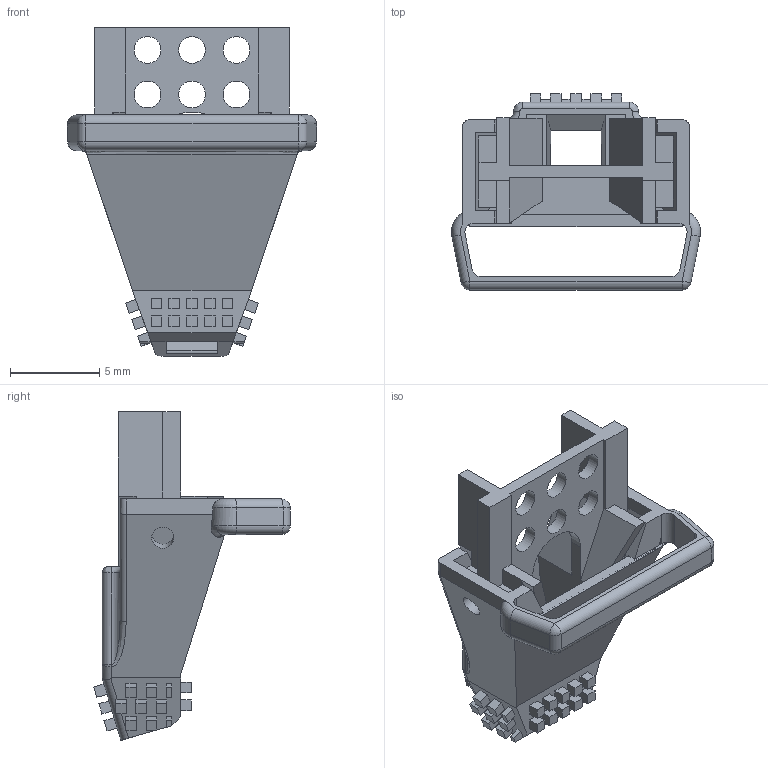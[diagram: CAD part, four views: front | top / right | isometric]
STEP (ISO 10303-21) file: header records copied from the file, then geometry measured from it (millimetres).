
FILE_DESCRIPTION(/* description */ (''),/* implementation_level */ '2;1');
FILE_NAME(/* name */ 'Payload_NP2_Steve_V2.stp',/* time_stamp */ '2023-12-13T10:59:39Z',/* author */ ('stownsend'),/* organization */ (''),/* preprocessor_version */ 'ST-DEVELOPER v19.2',/* originating_system */ 'Autodesk Inventor 2024',/* authorisation */ '');
FILE_SCHEMA (('AUTOMOTIVE_DESIGN { 1 0 10303 214 3 1 1 }'));
Length unit declared in the file: millimetre
Products named in the file (1): Payload_NP2_Steve_V2
Bounding box: 13.98 x 11.02 x 18.45 mm (x, y, z)
Volume: 182.2 mm3; surface area: 1254.8 mm2
Topology: 1 solids, 2 shells, 382 faces, 978 edges, 630 vertices
Faces by surface type: plane 312, cylinder 48, bspline 12, torus 6, sphere 4
Full cylindrical faces by diameter (mm): 1.25 x2, 1.5 x6, 1.9 x2, 2 x2
Entity records: 11798 total; most frequent: CARTESIAN_POINT 2435, ORIENTED_EDGE 1952, DIRECTION 1820, EDGE_CURVE 976, LINE 830, VECTOR 830, VERTEX_POINT 630, AXIS2_PLACEMENT_3D 495
